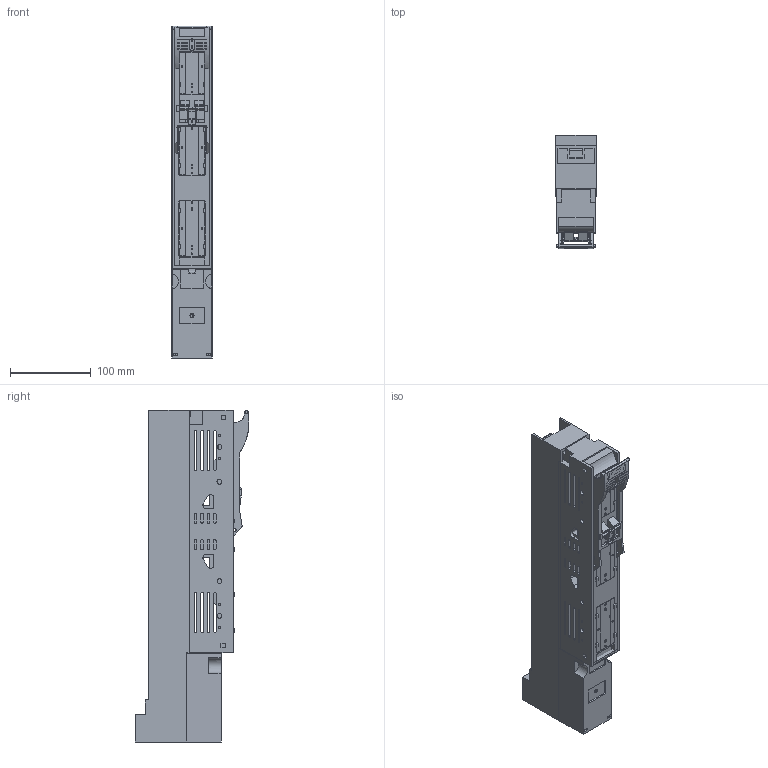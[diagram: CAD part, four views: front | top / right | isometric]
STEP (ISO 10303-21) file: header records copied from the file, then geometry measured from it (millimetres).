
FILE_DESCRIPTION(('CATIA V5 STEP'),'2;1');
FILE_NAME('L0661_NH_Wandlerlastschaltleiste_SL00_3x3_100_F70_HA_W.stp','2018-11-14T10:06:31+00:00',('none'),('Jean Müller GmbH'),'CATIA Version 5 Release 19 SP 9 (IN-10)','CATIA V5 STEP AP214','none');
FILE_SCHEMA(('AUTOMOTIVE_DESIGN { 1 0 10303 214 1 1 1 1 }'));
Products named in the file (1): L0661_NH-Wandlerlastschaltleiste SL00-3x3/100/F70/HA/W
Bounding box: 50 x 140.69 x 410 mm (x, y, z)
Volume: 1395387.3 mm3; surface area: 394725.8 mm2
Topology: 17 solids, 17 shells, 1845 faces, 5518 edges, 3661 vertices
Faces by surface type: plane 1302, cylinder 367, bspline 80, cone 64, torus 12, sphere 12, extrusion 8
Entity records: 62128 total; most frequent: CARTESIAN_POINT 15846, ORIENTED_EDGE 11036, DIRECTION 7185, EDGE_CURVE 5518, VECTOR 4066, LINE 4058, VERTEX_POINT 3661, EDGE_LOOP 2035
